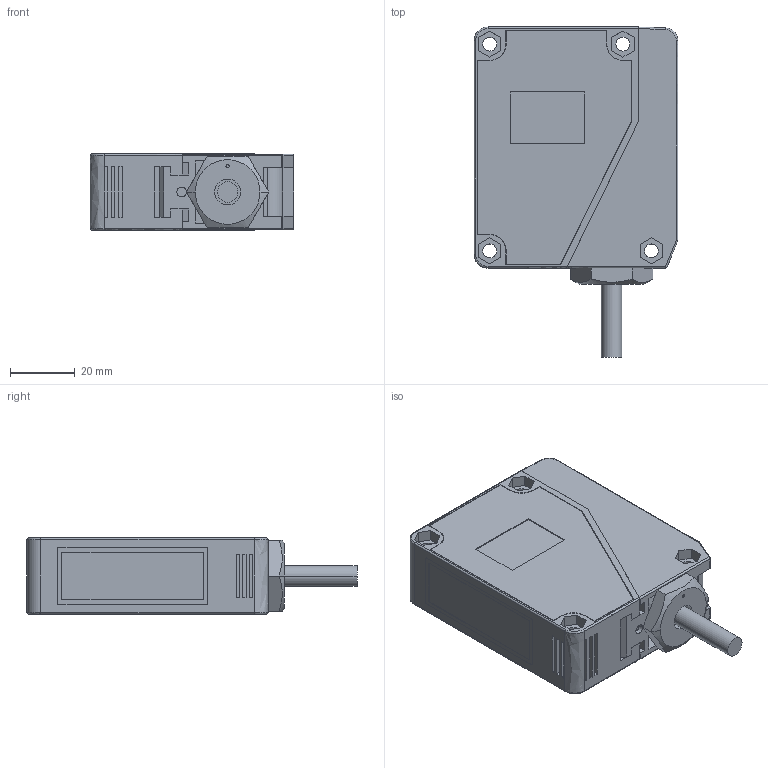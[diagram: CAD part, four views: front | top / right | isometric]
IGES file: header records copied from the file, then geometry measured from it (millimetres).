
Start section: Elysium IGES Interface
Global section: file name:V4T_emitter_ACDC_Terminal_Type.igs; native system: CoCreate Modeling 16.50A  01-Dec-2009; preprocessor: CoCreate IGES_3D V2.2; author: Unknown; organization: Unknown; date: 20121022.102203; units: millimetre
Bounding box: 62.99 x 102 x 23.5 mm (x, y, z)
Volume: 108093.9 mm3; surface area: 20100.6 mm2
Topology: 1 solids, 1 shells, 336 faces, 867 edges, 560 vertices
Faces by surface type: bspline 336
